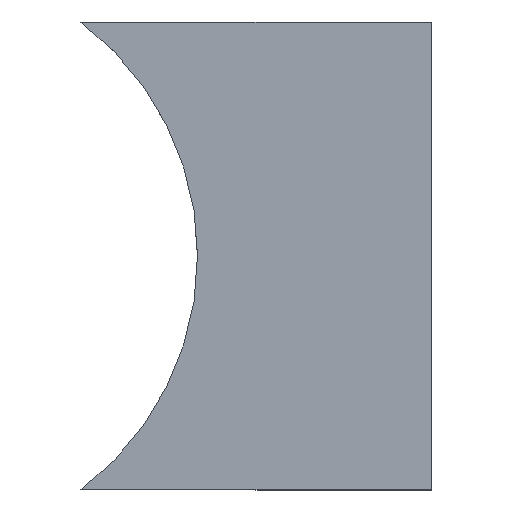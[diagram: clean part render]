
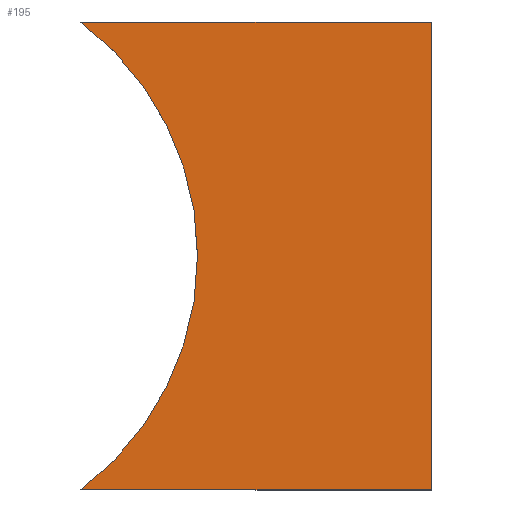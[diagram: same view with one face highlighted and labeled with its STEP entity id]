
A CAD part, top view. The second image highlights one B-rep face of the part: STEP entity #195.
In plain terms, the highlighted planar face has unit normal (0, 0, 1).
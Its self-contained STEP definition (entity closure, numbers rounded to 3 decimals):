
#8 = EDGE_CURVE ( 'NONE', #142, #10, #113, .T. ) ;
#10 = VERTEX_POINT ( 'NONE', #218 ) ;
#11 = CARTESIAN_POINT ( 'NONE',  ( 0., 0., 109. ) ) ;
#39 = CARTESIAN_POINT ( 'NONE',  ( 24., 32., 109. ) ) ;
#42 = DIRECTION ( 'NONE',  ( 0., 0., -1. ) ) ;
#44 = DIRECTION ( 'NONE',  ( 1., 0., 0. ) ) ;
#47 = EDGE_LOOP ( 'NONE', ( #118, #227, #135, #252, #157 ) ) ;
#53 = VERTEX_POINT ( 'NONE', #242 ) ;
#65 = CARTESIAN_POINT ( 'NONE',  ( 72., -32., 109. ) ) ;
#68 = DIRECTION ( 'NONE',  ( 0., 0., 1. ) ) ;
#76 = AXIS2_PLACEMENT_3D ( 'NONE', #249, #42, #110 ) ;
#84 = VECTOR ( 'NONE', #155, 1000. ) ;
#95 = EDGE_CURVE ( 'NONE', #109, #180, #259, .T. ) ;
#104 = DIRECTION ( 'NONE',  ( 0., 1., 0. ) ) ;
#109 = VERTEX_POINT ( 'NONE', #132 ) ;
#110 = DIRECTION ( 'NONE',  ( 1., 0., 0. ) ) ;
#113 = LINE ( 'NONE', #174, #186 ) ;
#118 = ORIENTED_EDGE ( 'NONE', *, *, #8, .T. ) ;
#121 = AXIS2_PLACEMENT_3D ( 'NONE', #11, #159, #225 ) ;
#131 = EDGE_CURVE ( 'NONE', #180, #53, #177, .T. ) ;
#132 = CARTESIAN_POINT ( 'NONE',  ( 24., 32., 109. ) ) ;
#135 = ORIENTED_EDGE ( 'NONE', *, *, #95, .T. ) ;
#142 = VERTEX_POINT ( 'NONE', #65 ) ;
#143 = VECTOR ( 'NONE', #153, 1000. ) ;
#153 = DIRECTION ( 'NONE',  ( -1., 0., 0. ) ) ;
#154 = PLANE ( 'NONE',  #237 ) ;
#155 = DIRECTION ( 'NONE',  ( 1., 0., 0. ) ) ;
#157 = ORIENTED_EDGE ( 'NONE', *, *, #194, .T. ) ;
#159 = DIRECTION ( 'NONE',  ( 0., 0., -1. ) ) ;
#174 = CARTESIAN_POINT ( 'NONE',  ( 72., -32., 109. ) ) ;
#177 = CIRCLE ( 'NONE', #121, 40. ) ;
#178 = CARTESIAN_POINT ( 'NONE',  ( 0., 0., 109. ) ) ;
#180 = VERTEX_POINT ( 'NONE', #224 ) ;
#186 = VECTOR ( 'NONE', #104, 1000. ) ;
#188 = EDGE_CURVE ( 'NONE', #10, #109, #274, .T. ) ;
#194 = EDGE_CURVE ( 'NONE', #53, #142, #254, .T. ) ;
#195 = ADVANCED_FACE ( 'NONE', ( #257 ), #154, .T. ) ;
#218 = CARTESIAN_POINT ( 'NONE',  ( 72., 32., 109. ) ) ;
#224 = CARTESIAN_POINT ( 'NONE',  ( 40., 0., 109. ) ) ;
#225 = DIRECTION ( 'NONE',  ( 1., 0., 0. ) ) ;
#227 = ORIENTED_EDGE ( 'NONE', *, *, #188, .T. ) ;
#237 = AXIS2_PLACEMENT_3D ( 'NONE', #178, #68, #44 ) ;
#242 = CARTESIAN_POINT ( 'NONE',  ( 24., -32., 109. ) ) ;
#249 = CARTESIAN_POINT ( 'NONE',  ( 0., 0., 109. ) ) ;
#252 = ORIENTED_EDGE ( 'NONE', *, *, #131, .T. ) ;
#254 = LINE ( 'NONE', #266, #84 ) ;
#257 = FACE_OUTER_BOUND ( 'NONE', #47, .T. ) ;
#259 = CIRCLE ( 'NONE', #76, 40. ) ;
#266 = CARTESIAN_POINT ( 'NONE',  ( 72., -32., 109. ) ) ;
#274 = LINE ( 'NONE', #39, #143 ) ;
